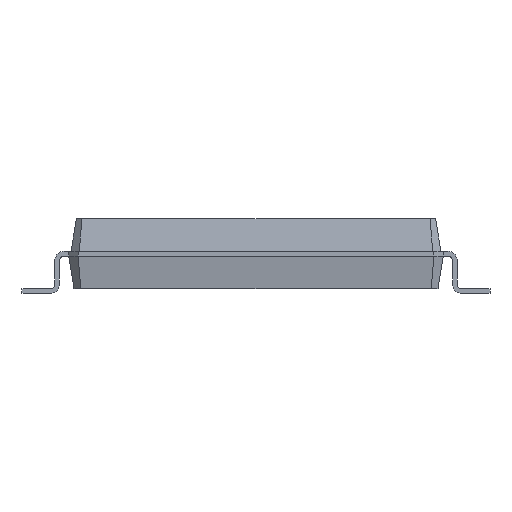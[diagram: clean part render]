
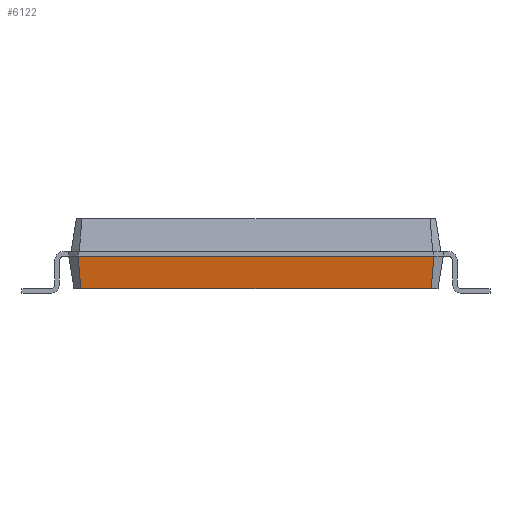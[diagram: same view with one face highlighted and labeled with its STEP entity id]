
A CAD part, front view. The second image highlights one B-rep face of the part: STEP entity #6122.
In plain terms, the highlighted free-form (B-spline) face has degree [1, 1] with [2, 2] control points.
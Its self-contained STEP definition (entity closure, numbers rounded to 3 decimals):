
#772 = PLANE('',#773);
#773 = AXIS2_PLACEMENT_3D('',#774,#775,#776);
#774 = CARTESIAN_POINT('',(-3.745,5.389,0.1));
#775 = DIRECTION('',(0.,0.,1.));
#776 = DIRECTION('',(0.571,-0.821,0.));
#799 = B_SPLINE_SURFACE_WITH_KNOTS('',1,1,(
(#800,#801)
,(#802,#803
)),.UNSPECIFIED.,.F.,.F.,.F.,(2,2),(2,2),(0.,0.283),(0.,1.)
,.PIECEWISE_BEZIER_KNOTS.);
#800 = CARTESIAN_POINT('',(3.889,-5.245,0.1));
#801 = CARTESIAN_POINT('',(4.,-5.3,0.8));
#802 = CARTESIAN_POINT('',(3.745,-5.389,0.1));
#803 = CARTESIAN_POINT('',(3.8,-5.5,0.8));
#2183 = VERTEX_POINT('',#2184);
#2184 = CARTESIAN_POINT('',(3.745,-5.389,0.1));
#2204 = EDGE_CURVE('',#2183,#2205,#2207,.T.);
#2205 = VERTEX_POINT('',#2206);
#2206 = CARTESIAN_POINT('',(-3.745,-5.389,0.1));
#2207 = SURFACE_CURVE('',#2208,(#2212,#2219),.PCURVE_S1.);
#2208 = LINE('',#2209,#2210);
#2209 = CARTESIAN_POINT('',(3.745,-5.389,0.1));
#2210 = VECTOR('',#2211,1.);
#2211 = DIRECTION('',(-1.,0.,0.));
#2212 = PCURVE('',#772,#2213);
#2213 = DEFINITIONAL_REPRESENTATION('',(#2214),#2218);
#2214 = LINE('',#2215,#2216);
#2215 = CARTESIAN_POINT('',(13.125,0.));
#2216 = VECTOR('',#2217,1.);
#2217 = DIRECTION('',(-0.571,-0.821));
#2218 = ( GEOMETRIC_REPRESENTATION_CONTEXT(2)
PARAMETRIC_REPRESENTATION_CONTEXT() REPRESENTATION_CONTEXT('2D SPACE',''
) );
#2219 = PCURVE('',#2220,#2225);
#2220 = B_SPLINE_SURFACE_WITH_KNOTS('',1,1,(
(#2221,#2222)
,(#2223,#2224
)),.UNSPECIFIED.,.F.,.F.,.F.,(2,2),(2,2),(0.,7.6),(0.,1.),
.PIECEWISE_BEZIER_KNOTS.);
#2221 = CARTESIAN_POINT('',(3.745,-5.389,0.1));
#2222 = CARTESIAN_POINT('',(3.8,-5.5,0.8));
#2223 = CARTESIAN_POINT('',(-3.745,-5.389,0.1));
#2224 = CARTESIAN_POINT('',(-3.8,-5.5,0.8));
#2225 = DEFINITIONAL_REPRESENTATION('',(#2226),#2229);
#2226 = B_SPLINE_CURVE_WITH_KNOTS('',1,(#2227,#2228),.UNSPECIFIED.,.F.,
.F.,(2,2),(0.,7.489),.PIECEWISE_BEZIER_KNOTS.);
#2227 = CARTESIAN_POINT('',(0.,0.));
#2228 = CARTESIAN_POINT('',(7.6,0.));
#2229 = ( GEOMETRIC_REPRESENTATION_CONTEXT(2)
PARAMETRIC_REPRESENTATION_CONTEXT() REPRESENTATION_CONTEXT('2D SPACE',''
) );
#2247 = B_SPLINE_SURFACE_WITH_KNOTS('',1,1,(
(#2248,#2249)
,(#2250,#2251
)),.UNSPECIFIED.,.F.,.F.,.F.,(2,2),(2,2),(0.,0.283),(0.,1.)
,.PIECEWISE_BEZIER_KNOTS.);
#2248 = CARTESIAN_POINT('',(-3.745,-5.389,0.1));
#2249 = CARTESIAN_POINT('',(-3.8,-5.5,0.8));
#2250 = CARTESIAN_POINT('',(-3.889,-5.245,0.1));
#2251 = CARTESIAN_POINT('',(-4.,-5.3,0.8));
#2314 = EDGE_CURVE('',#2183,#2315,#2317,.T.);
#2315 = VERTEX_POINT('',#2316);
#2316 = CARTESIAN_POINT('',(3.8,-5.5,0.8));
#2317 = SURFACE_CURVE('',#2318,(#2321,#2328),.PCURVE_S1.);
#2318 = B_SPLINE_CURVE_WITH_KNOTS('',1,(#2319,#2320),.UNSPECIFIED.,.F.,
.F.,(2,2),(0.,1.),.PIECEWISE_BEZIER_KNOTS.);
#2319 = CARTESIAN_POINT('',(3.745,-5.389,0.1));
#2320 = CARTESIAN_POINT('',(3.8,-5.5,0.8));
#2321 = PCURVE('',#799,#2322);
#2322 = DEFINITIONAL_REPRESENTATION('',(#2323),#2327);
#2323 = LINE('',#2324,#2325);
#2324 = CARTESIAN_POINT('',(0.283,0.));
#2325 = VECTOR('',#2326,1.);
#2326 = DIRECTION('',(0.,1.));
#2327 = ( GEOMETRIC_REPRESENTATION_CONTEXT(2)
PARAMETRIC_REPRESENTATION_CONTEXT() REPRESENTATION_CONTEXT('2D SPACE',''
) );
#2328 = PCURVE('',#2220,#2329);
#2329 = DEFINITIONAL_REPRESENTATION('',(#2330),#2334);
#2330 = LINE('',#2331,#2332);
#2331 = CARTESIAN_POINT('',(0.,0.));
#2332 = VECTOR('',#2333,1.);
#2333 = DIRECTION('',(0.,1.));
#2334 = ( GEOMETRIC_REPRESENTATION_CONTEXT(2)
PARAMETRIC_REPRESENTATION_CONTEXT() REPRESENTATION_CONTEXT('2D SPACE',''
) );
#6122 = ADVANCED_FACE('',(#6123),#2220,.F.);
#6123 = FACE_BOUND('',#6124,.F.);
#6124 = EDGE_LOOP('',(#6125,#6126,#6148,#6174));
#6125 = ORIENTED_EDGE('',*,*,#2204,.T.);
#6126 = ORIENTED_EDGE('',*,*,#6127,.T.);
#6127 = EDGE_CURVE('',#2205,#6128,#6130,.T.);
#6128 = VERTEX_POINT('',#6129);
#6129 = CARTESIAN_POINT('',(-3.8,-5.5,0.8));
#6130 = SURFACE_CURVE('',#6131,(#6134,#6141),.PCURVE_S1.);
#6131 = B_SPLINE_CURVE_WITH_KNOTS('',1,(#6132,#6133),.UNSPECIFIED.,.F.,
.F.,(2,2),(0.,1.),.PIECEWISE_BEZIER_KNOTS.);
#6132 = CARTESIAN_POINT('',(-3.745,-5.389,0.1));
#6133 = CARTESIAN_POINT('',(-3.8,-5.5,0.8));
#6134 = PCURVE('',#2220,#6135);
#6135 = DEFINITIONAL_REPRESENTATION('',(#6136),#6140);
#6136 = LINE('',#6137,#6138);
#6137 = CARTESIAN_POINT('',(7.6,0.));
#6138 = VECTOR('',#6139,1.);
#6139 = DIRECTION('',(0.,1.));
#6140 = ( GEOMETRIC_REPRESENTATION_CONTEXT(2)
PARAMETRIC_REPRESENTATION_CONTEXT() REPRESENTATION_CONTEXT('2D SPACE',''
) );
#6141 = PCURVE('',#2247,#6142);
#6142 = DEFINITIONAL_REPRESENTATION('',(#6143),#6147);
#6143 = LINE('',#6144,#6145);
#6144 = CARTESIAN_POINT('',(0.,0.));
#6145 = VECTOR('',#6146,1.);
#6146 = DIRECTION('',(0.,1.));
#6147 = ( GEOMETRIC_REPRESENTATION_CONTEXT(2)
PARAMETRIC_REPRESENTATION_CONTEXT() REPRESENTATION_CONTEXT('2D SPACE',''
) );
#6148 = ORIENTED_EDGE('',*,*,#6149,.F.);
#6149 = EDGE_CURVE('',#2315,#6128,#6150,.T.);
#6150 = SURFACE_CURVE('',#6151,(#6155,#6162),.PCURVE_S1.);
#6151 = LINE('',#6152,#6153);
#6152 = CARTESIAN_POINT('',(3.8,-5.5,0.8));
#6153 = VECTOR('',#6154,1.);
#6154 = DIRECTION('',(-1.,0.,0.));
#6155 = PCURVE('',#2220,#6156);
#6156 = DEFINITIONAL_REPRESENTATION('',(#6157),#6161);
#6157 = LINE('',#6158,#6159);
#6158 = CARTESIAN_POINT('',(0.,1.));
#6159 = VECTOR('',#6160,1.);
#6160 = DIRECTION('',(1.,0.));
#6161 = ( GEOMETRIC_REPRESENTATION_CONTEXT(2)
PARAMETRIC_REPRESENTATION_CONTEXT() REPRESENTATION_CONTEXT('2D SPACE',''
) );
#6162 = PCURVE('',#6163,#6168);
#6163 = PLANE('',#6164);
#6164 = AXIS2_PLACEMENT_3D('',#6165,#6166,#6167);
#6165 = CARTESIAN_POINT('',(3.8,-5.5,0.9));
#6166 = DIRECTION('',(0.,1.,0.));
#6167 = DIRECTION('',(-1.,0.,0.));
#6168 = DEFINITIONAL_REPRESENTATION('',(#6169),#6173);
#6169 = LINE('',#6170,#6171);
#6170 = CARTESIAN_POINT('',(0.,-0.1));
#6171 = VECTOR('',#6172,1.);
#6172 = DIRECTION('',(1.,0.));
#6173 = ( GEOMETRIC_REPRESENTATION_CONTEXT(2)
PARAMETRIC_REPRESENTATION_CONTEXT() REPRESENTATION_CONTEXT('2D SPACE',''
) );
#6174 = ORIENTED_EDGE('',*,*,#2314,.F.);
